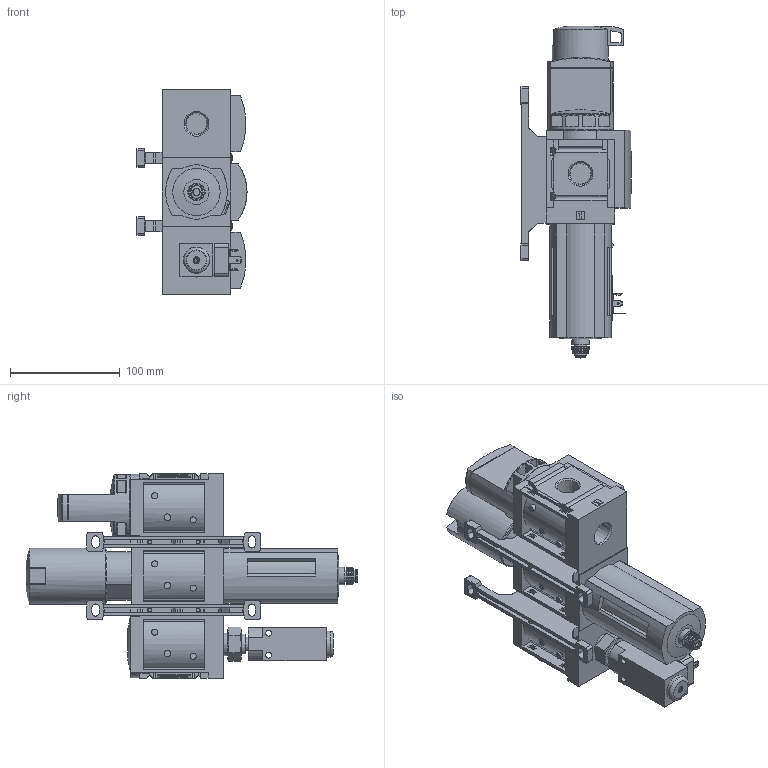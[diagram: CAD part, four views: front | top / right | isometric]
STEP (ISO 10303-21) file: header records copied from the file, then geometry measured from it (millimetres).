
FILE_DESCRIPTION(/* description */ ('STEP AP214'),/* implementation_level */ '2;1');
FILE_NAME(/* name */ '543580_MSB6N-1_2_C3J2F3-WP',/* time_stamp */ '2024-09-11T18:44:23+02:00',/* author */ ('License CC BY-ND 4.0'),/* organization */ ('CADENAS'),/* preprocessor_version */ 'ST-DEVELOPER v19.3',/* originating_system */ 'PARTsolutions',/* authorisation */ ' ');
FILE_SCHEMA (('AUTOMOTIVE_DESIGN {1 0 10303 214 3 1 1}'));
Length unit declared in the file: millimetre
Products named in the file (9): 543580 MSB6N-1/2:C3J2F3-WP; 541301 MS6N-EM1-1/21d; 527667 MS6N-LFR-1/2-D7-E-R-V-AS 1D; KOND MS6-1-3; 8134994 MS6-MV-B---(0_p); 532195 MS6-WP---(w); 527677 MS6N-FRM-1/2-Y 1P1; 685717 ESK-1/4-1/2-NPT; 175250 PEV-1/4-B-OD
Assembly tree (10 placements, depth 2):
  543580 MSB6N-1/2:C3J2F3-WP
    541301 MS6N-EM1-1/21d
    527667 MS6N-LFR-1/2-D7-E-R-V-AS 1D
    KOND MS6-1-3
    8134994 MS6-MV-B---(0_p)  x2
    532195 MS6-WP---(w)  x2
    527677 MS6N-FRM-1/2-Y 1P1
    685717 ESK-1/4-1/2-NPT
    175250 PEV-1/4-B-OD
Bounding box: 100.1 x 301.86 x 186 mm (x, y, z)
Volume: 1623383.5 mm3; surface area: 228533.3 mm2
Topology: 10 solids, 10 shells, 1376 faces, 3695 edges, 2426 vertices
Faces by surface type: plane 959, cylinder 308, cone 67, torus 36, sphere 6
Full cylindrical faces by diameter (mm): 1.65 x4, 2.459 x1, 3.242 x4, 3.4 x4, 4 x4, 4.6 x4, 5 x1, 5.3 x2, 5.5 x6, 5.6 x1, 6 x4, 7.6 x4, 7.8 x4, 11 x1, 11.4 x1, 11.445 x1, 11.6 x1, 11.8 x1, 14 x1, 14.6 x1, 15.8 x1, 26 x1, 29 x1, 51 x1, 60 x1
Entity records: 43572 total; most frequent: CARTESIAN_POINT 7001, ORIENTED_EDGE 6210, DIRECTION 6085, EDGE_CURVE 3105, LINE 2291, VECTOR 2291, VERTEX_POINT 2106, AXIS2_PLACEMENT_3D 1897
